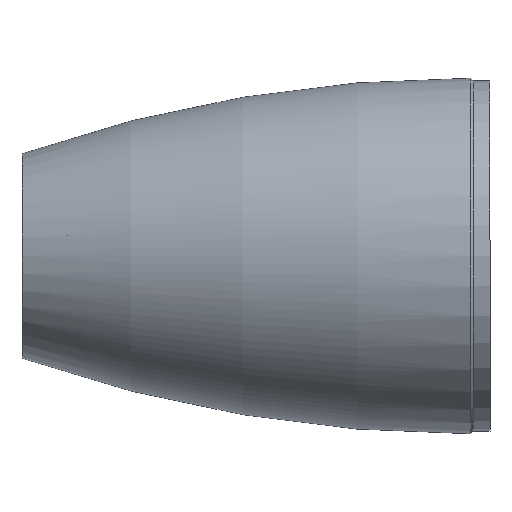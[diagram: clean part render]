
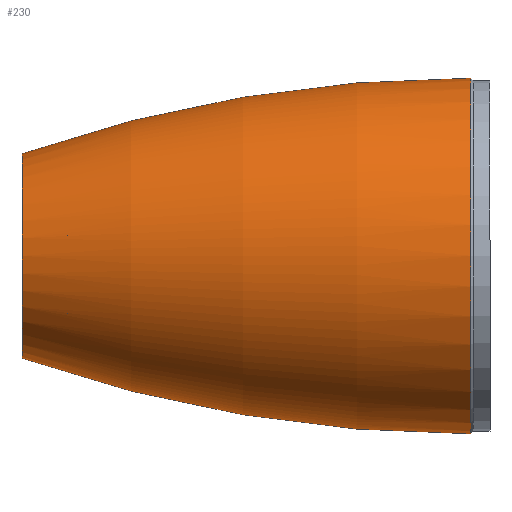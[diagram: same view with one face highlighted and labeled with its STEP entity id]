
A CAD part, top view. The second image highlights one B-rep face of the part: STEP entity #230.
In plain terms, the highlighted toroidal (fillet/blend) face has major radius 540.876 mm and minor radius 621.394 mm.
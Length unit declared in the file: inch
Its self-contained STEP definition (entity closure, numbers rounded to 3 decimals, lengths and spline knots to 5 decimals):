
#46 = EDGE_CURVE ( 'NONE', #428, #219, #477, .T. ) ;
#48 = CARTESIAN_POINT ( 'NONE',  ( -8., 0., 0. ) ) ;
#62 = ORIENTED_EDGE ( 'NONE', *, *, #46, .T. ) ;
#114 = DIRECTION ( 'NONE',  ( 0., 0., -1. ) ) ;
#167 = EDGE_CURVE ( 'NONE', #196, #649, #341, .T. ) ;
#176 = CARTESIAN_POINT ( 'NONE',  ( -8., 1.825, 0. ) ) ;
#179 = AXIS2_PLACEMENT_3D ( 'NONE', #298, #205, #304 ) ;
#196 = VERTEX_POINT ( 'NONE', #176 ) ;
#205 = DIRECTION ( 'NONE',  ( 1., 0., 0. ) ) ;
#219 = VERTEX_POINT ( 'NONE', #389 ) ;
#230 = ADVANCED_FACE ( 'NONE', ( #431 ), #370, .T. ) ;
#279 = CIRCLE ( 'NONE', #179, 3.17 ) ;
#298 = CARTESIAN_POINT ( 'NONE',  ( 0., 0., 0. ) ) ;
#304 = DIRECTION ( 'NONE',  ( 0., 1., 0. ) ) ;
#328 = DIRECTION ( 'NONE',  ( -1., 0., 0. ) ) ;
#332 = CIRCLE ( 'NONE', #511, 1.825 ) ;
#341 = CIRCLE ( 'NONE', #423, 24.46432 ) ;
#353 = DIRECTION ( 'NONE',  ( 0., 1., 0. ) ) ;
#357 = CARTESIAN_POINT ( 'NONE',  ( 0., 21.29432, 0. ) ) ;
#370 = TOROIDAL_SURFACE ( 'NONE', #651, -21.29432, 24.46432 ) ;
#388 = ORIENTED_EDGE ( 'NONE', *, *, #413, .F. ) ;
#389 = CARTESIAN_POINT ( 'NONE',  ( 0., -3.17, 0. ) ) ;
#413 = EDGE_CURVE ( 'NONE', #649, #219, #279, .T. ) ;
#423 = AXIS2_PLACEMENT_3D ( 'NONE', #524, #114, #328 ) ;
#426 = ORIENTED_EDGE ( 'NONE', *, *, #461, .T. ) ;
#427 = CARTESIAN_POINT ( 'NONE',  ( 0., 3.17, 0. ) ) ;
#428 = VERTEX_POINT ( 'NONE', #611 ) ;
#431 = FACE_OUTER_BOUND ( 'NONE', #636, .T. ) ;
#448 = DIRECTION ( 'NONE',  ( 1., 0., 0. ) ) ;
#461 = EDGE_CURVE ( 'NONE', #196, #428, #332, .T. ) ;
#477 = CIRCLE ( 'NONE', #574, 24.46432 ) ;
#489 = DIRECTION ( 'NONE',  ( 0., 1., 0. ) ) ;
#511 = AXIS2_PLACEMENT_3D ( 'NONE', #48, #448, #353 ) ;
#524 = CARTESIAN_POINT ( 'NONE',  ( 0., -21.29432, 0. ) ) ;
#539 = DIRECTION ( 'NONE',  ( 1., 0., 0. ) ) ;
#574 = AXIS2_PLACEMENT_3D ( 'NONE', #357, #612, #663 ) ;
#593 = ORIENTED_EDGE ( 'NONE', *, *, #167, .F. ) ;
#611 = CARTESIAN_POINT ( 'NONE',  ( -8., -1.825, 0. ) ) ;
#612 = DIRECTION ( 'NONE',  ( 0., 0., 1. ) ) ;
#636 = EDGE_LOOP ( 'NONE', ( #426, #62, #388, #593 ) ) ;
#641 = CARTESIAN_POINT ( 'NONE',  ( 0., 0., 0. ) ) ;
#649 = VERTEX_POINT ( 'NONE', #427 ) ;
#651 = AXIS2_PLACEMENT_3D ( 'NONE', #641, #539, #489 ) ;
#663 = DIRECTION ( 'NONE',  ( 0., -1., 0. ) ) ;
